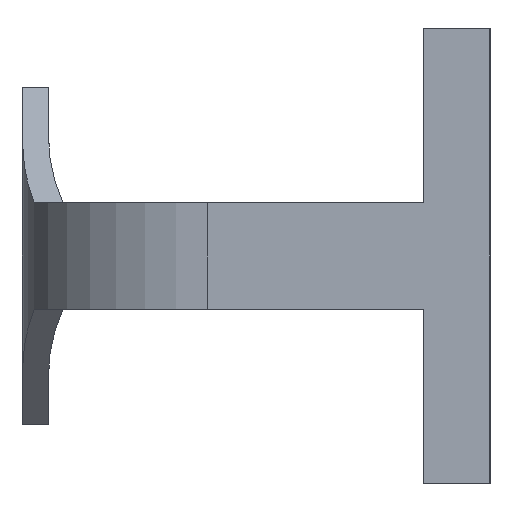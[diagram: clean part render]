
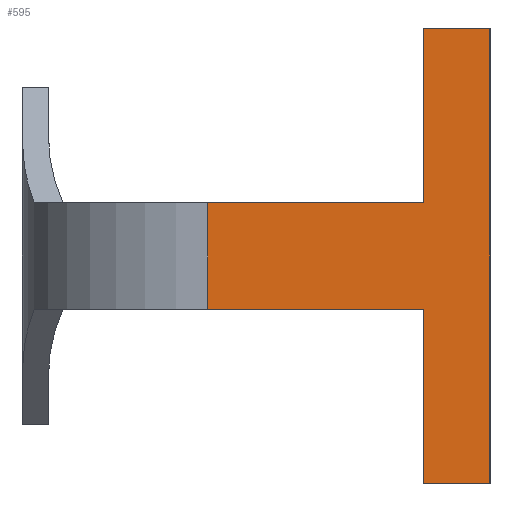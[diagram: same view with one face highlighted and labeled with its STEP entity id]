
A CAD part, left-side view. The second image highlights one B-rep face of the part: STEP entity #595.
In plain terms, the highlighted planar face has unit normal (-1, 0, 0).
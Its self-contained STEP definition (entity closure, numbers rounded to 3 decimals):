
#5 = PLANE ( 'NONE',  #35 ) ;
#28 = CARTESIAN_POINT ( 'NONE',  ( -32.195, 2.5, 8.575 ) ) ;
#34 = VERTEX_POINT ( 'NONE', #623 ) ;
#35 = AXIS2_PLACEMENT_3D ( 'NONE', #997, #601, #706 ) ;
#58 = ORIENTED_EDGE ( 'NONE', *, *, #444, .F. ) ;
#66 = VECTOR ( 'NONE', #594, 1000. ) ;
#88 = ORIENTED_EDGE ( 'NONE', *, *, #482, .F. ) ;
#104 = VERTEX_POINT ( 'NONE', #1111 ) ;
#167 = CARTESIAN_POINT ( 'NONE',  ( -32.195, 0., -8.575 ) ) ;
#172 = EDGE_CURVE ( 'NONE', #369, #104, #982, .T. ) ;
#183 = CARTESIAN_POINT ( 'NONE',  ( -32.195, 0., 8.575 ) ) ;
#204 = LINE ( 'NONE', #567, #924 ) ;
#205 = VERTEX_POINT ( 'NONE', #743 ) ;
#216 = EDGE_LOOP ( 'NONE', ( #630, #235, #88, #58, #477, #556, #834, #737 ) ) ;
#235 = ORIENTED_EDGE ( 'NONE', *, *, #318, .T. ) ;
#240 = VECTOR ( 'NONE', #948, 1000. ) ;
#269 = VERTEX_POINT ( 'NONE', #1017 ) ;
#271 = CARTESIAN_POINT ( 'NONE',  ( -32.195, 10.65, 2. ) ) ;
#278 = VERTEX_POINT ( 'NONE', #531 ) ;
#287 = VECTOR ( 'NONE', #1253, 1000. ) ;
#308 = FACE_OUTER_BOUND ( 'NONE', #216, .T. ) ;
#318 = EDGE_CURVE ( 'NONE', #34, #510, #1038, .T. ) ;
#342 = EDGE_CURVE ( 'NONE', #205, #278, #640, .T. ) ;
#369 = VERTEX_POINT ( 'NONE', #271 ) ;
#395 = LINE ( 'NONE', #967, #287 ) ;
#429 = VECTOR ( 'NONE', #1046, 1000. ) ;
#444 = EDGE_CURVE ( 'NONE', #278, #1109, #204, .T. ) ;
#477 = ORIENTED_EDGE ( 'NONE', *, *, #342, .F. ) ;
#482 = EDGE_CURVE ( 'NONE', #1109, #510, #395, .T. ) ;
#497 = VECTOR ( 'NONE', #1257, 1000. ) ;
#510 = VERTEX_POINT ( 'NONE', #768 ) ;
#531 = CARTESIAN_POINT ( 'NONE',  ( -32.195, 2.5, 8.575 ) ) ;
#556 = ORIENTED_EDGE ( 'NONE', *, *, #1106, .T. ) ;
#567 = CARTESIAN_POINT ( 'NONE',  ( -32.195, 0., 8.575 ) ) ;
#578 = EDGE_CURVE ( 'NONE', #269, #104, #783, .T. ) ;
#594 = DIRECTION ( 'NONE',  ( 0., 1., 0. ) ) ;
#595 = ADVANCED_FACE ( 'NONE', ( #308 ), #5, .F. ) ;
#601 = DIRECTION ( 'NONE',  ( 1., 0., 0. ) ) ;
#623 = CARTESIAN_POINT ( 'NONE',  ( -32.195, 2.5, -8.575 ) ) ;
#628 = DIRECTION ( 'NONE',  ( 0., 0., 1. ) ) ;
#630 = ORIENTED_EDGE ( 'NONE', *, *, #861, .F. ) ;
#640 = LINE ( 'NONE', #856, #240 ) ;
#706 = DIRECTION ( 'NONE',  ( 0., 1., 0. ) ) ;
#737 = ORIENTED_EDGE ( 'NONE', *, *, #578, .F. ) ;
#743 = CARTESIAN_POINT ( 'NONE',  ( -32.195, 2.5, 2. ) ) ;
#768 = CARTESIAN_POINT ( 'NONE',  ( -32.195, 0., -8.575 ) ) ;
#783 = LINE ( 'NONE', #1078, #66 ) ;
#833 = DIRECTION ( 'NONE',  ( 0., 0., -1. ) ) ;
#834 = ORIENTED_EDGE ( 'NONE', *, *, #172, .T. ) ;
#856 = CARTESIAN_POINT ( 'NONE',  ( -32.195, 2.5, 8.575 ) ) ;
#861 = EDGE_CURVE ( 'NONE', #34, #269, #1248, .T. ) ;
#924 = VECTOR ( 'NONE', #1244, 1000. ) ;
#948 = DIRECTION ( 'NONE',  ( 0., 0., 1. ) ) ;
#958 = LINE ( 'NONE', #1247, #497 ) ;
#967 = CARTESIAN_POINT ( 'NONE',  ( -32.195, 0., 8.575 ) ) ;
#982 = LINE ( 'NONE', #1118, #1084 ) ;
#996 = VECTOR ( 'NONE', #628, 1000. ) ;
#997 = CARTESIAN_POINT ( 'NONE',  ( -32.195, 0., 8.575 ) ) ;
#1017 = CARTESIAN_POINT ( 'NONE',  ( -32.195, 2.5, -2. ) ) ;
#1038 = LINE ( 'NONE', #167, #429 ) ;
#1046 = DIRECTION ( 'NONE',  ( 0., -1., 0. ) ) ;
#1078 = CARTESIAN_POINT ( 'NONE',  ( -32.195, 2.5, -2. ) ) ;
#1084 = VECTOR ( 'NONE', #833, 1000. ) ;
#1106 = EDGE_CURVE ( 'NONE', #205, #369, #958, .T. ) ;
#1109 = VERTEX_POINT ( 'NONE', #183 ) ;
#1111 = CARTESIAN_POINT ( 'NONE',  ( -32.195, 10.65, -2. ) ) ;
#1118 = CARTESIAN_POINT ( 'NONE',  ( -32.195, 10.65, 8.575 ) ) ;
#1244 = DIRECTION ( 'NONE',  ( 0., -1., 0. ) ) ;
#1247 = CARTESIAN_POINT ( 'NONE',  ( -32.195, 2.5, 2. ) ) ;
#1248 = LINE ( 'NONE', #28, #996 ) ;
#1253 = DIRECTION ( 'NONE',  ( 0., 0., -1. ) ) ;
#1257 = DIRECTION ( 'NONE',  ( 0., 1., 0. ) ) ;
